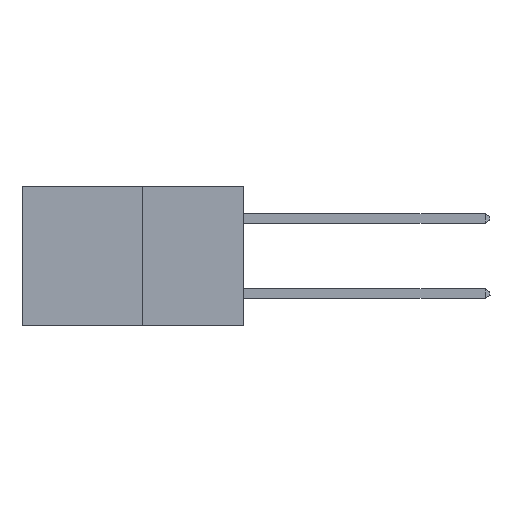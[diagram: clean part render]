
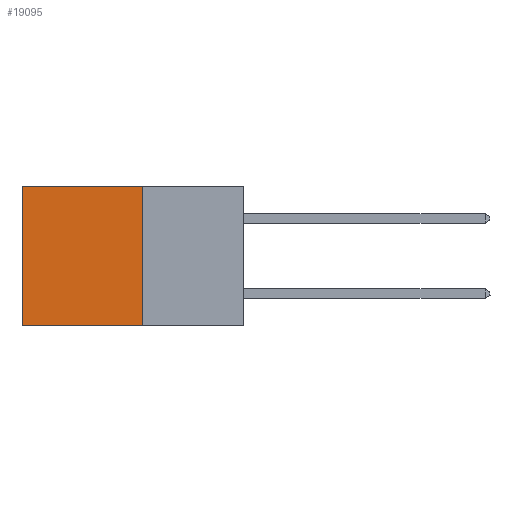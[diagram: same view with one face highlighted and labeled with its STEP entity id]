
A CAD part, left-side view. The second image highlights one B-rep face of the part: STEP entity #19095.
In plain terms, the highlighted planar face has unit normal (-1, 0, 0).
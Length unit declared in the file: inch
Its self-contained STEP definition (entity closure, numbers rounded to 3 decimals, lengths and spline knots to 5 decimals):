
#219 = EDGE_CURVE ( 'NONE', #3682, #8424, #17312, .T. ) ;
#2020 = CARTESIAN_POINT ( 'NONE',  ( 0.277, 0.27, 0. ) ) ;
#2176 = FACE_OUTER_BOUND ( 'NONE', #2759, .T. ) ;
#2244 = CARTESIAN_POINT ( 'NONE',  ( 0.277, 0.27, 0. ) ) ;
#2759 = EDGE_LOOP ( 'NONE', ( #16496, #16735, #17395, #17858 ) ) ;
#2822 = DIRECTION ( 'NONE',  ( 0., 1., 0. ) ) ;
#3682 = VERTEX_POINT ( 'NONE', #2020 ) ;
#3733 = DIRECTION ( 'NONE',  ( 0., 0., -1. ) ) ;
#3799 = CARTESIAN_POINT ( 'NONE',  ( 0.277, 0.59, -0.37 ) ) ;
#4083 = CARTESIAN_POINT ( 'NONE',  ( 0.277, 0.27, -0.37 ) ) ;
#4616 = EDGE_CURVE ( 'NONE', #8424, #9783, #10789, .T. ) ;
#4924 = VERTEX_POINT ( 'NONE', #17166 ) ;
#5580 = DIRECTION ( 'NONE',  ( 1., 0., 0. ) ) ;
#5753 = CARTESIAN_POINT ( 'NONE',  ( 0.277, 0.59, -0.37 ) ) ;
#5994 = DIRECTION ( 'NONE',  ( 0., 1., 0. ) ) ;
#6468 = VECTOR ( 'NONE', #5994, 39.37008 ) ;
#7860 = LINE ( 'NONE', #11750, #15713 ) ;
#8424 = VERTEX_POINT ( 'NONE', #10703 ) ;
#8446 = DIRECTION ( 'NONE',  ( 0., 0., -1. ) ) ;
#9636 = EDGE_CURVE ( 'NONE', #3682, #4924, #10866, .T. ) ;
#9783 = VERTEX_POINT ( 'NONE', #5753 ) ;
#10357 = VECTOR ( 'NONE', #3733, 39.37008 ) ;
#10703 = CARTESIAN_POINT ( 'NONE',  ( 0.277, 0.59, 0. ) ) ;
#10789 = LINE ( 'NONE', #3799, #10357 ) ;
#10866 = LINE ( 'NONE', #18673, #18208 ) ;
#11750 = CARTESIAN_POINT ( 'NONE',  ( 0.277, 0.27, -0.37 ) ) ;
#12969 = PLANE ( 'NONE',  #16097 ) ;
#15713 = VECTOR ( 'NONE', #2822, 39.37008 ) ;
#15944 = DIRECTION ( 'NONE',  ( 0., 0., -1. ) ) ;
#16097 = AXIS2_PLACEMENT_3D ( 'NONE', #4083, #5580, #15944 ) ;
#16496 = ORIENTED_EDGE ( 'NONE', *, *, #4616, .T. ) ;
#16735 = ORIENTED_EDGE ( 'NONE', *, *, #19179, .F. ) ;
#17166 = CARTESIAN_POINT ( 'NONE',  ( 0.277, 0.27, -0.37 ) ) ;
#17312 = LINE ( 'NONE', #2244, #6468 ) ;
#17395 = ORIENTED_EDGE ( 'NONE', *, *, #9636, .F. ) ;
#17858 = ORIENTED_EDGE ( 'NONE', *, *, #219, .T. ) ;
#18208 = VECTOR ( 'NONE', #8446, 39.37008 ) ;
#18673 = CARTESIAN_POINT ( 'NONE',  ( 0.277, 0.27, -0.37 ) ) ;
#19095 = ADVANCED_FACE ( 'NONE', ( #2176 ), #12969, .F. ) ;
#19179 = EDGE_CURVE ( 'NONE', #4924, #9783, #7860, .T. ) ;
